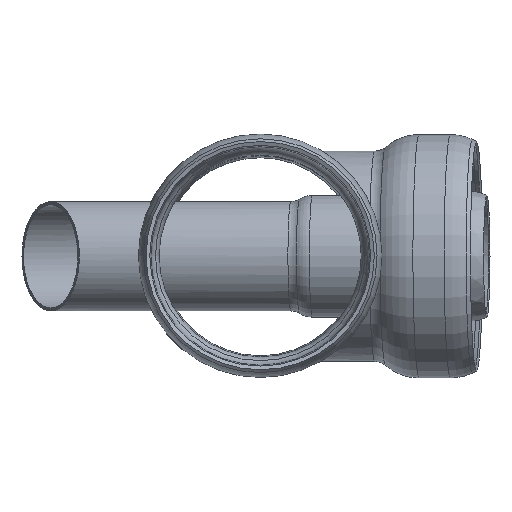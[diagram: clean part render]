
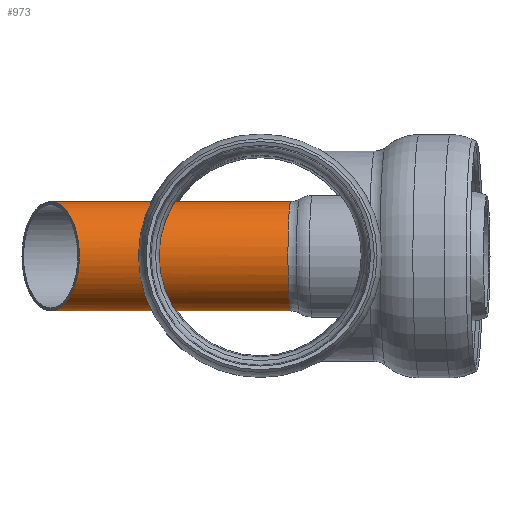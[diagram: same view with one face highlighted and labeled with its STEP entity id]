
A CAD part, top view. The second image highlights one B-rep face of the part: STEP entity #973.
In plain terms, the highlighted cylindrical face has radius 265 mm (diameter 530 mm), a full revolution.
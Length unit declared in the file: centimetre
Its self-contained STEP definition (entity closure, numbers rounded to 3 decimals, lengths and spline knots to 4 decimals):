
#47=CYLINDRICAL_SURFACE('',#1154,26.5);
#62=CIRCLE('',#1109,26.5);
#218=FACE_OUTER_BOUND('',#279,.T.);
#279=EDGE_LOOP('',(#699,#700,#701,#702));
#325=ELLIPSE('',#1104,30.5996,26.5);
#341=VERTEX_POINT('',#1719);
#344=VERTEX_POINT('',#1726);
#448=EDGE_CURVE('',#341,#341,#325,.T.);
#452=EDGE_CURVE('',#344,#344,#62,.T.);
#492=EDGE_CURVE('',#341,#344,#1037,.T.);
#699=ORIENTED_EDGE('',*,*,#448,.T.);
#700=ORIENTED_EDGE('',*,*,#492,.T.);
#701=ORIENTED_EDGE('',*,*,#452,.T.);
#702=ORIENTED_EDGE('',*,*,#492,.F.);
#973=ADVANCED_FACE('',(#218),#47,.T.);
#1037=LINE('',#1912,#1073);
#1073=VECTOR('',#1407,26.5);
#1104=AXIS2_PLACEMENT_3D('',#1720,#1300,#1301);
#1109=AXIS2_PLACEMENT_3D('',#1728,#1310,#1311);
#1154=AXIS2_PLACEMENT_3D('',#1911,#1405,#1406);
#1300=DIRECTION('center_axis',(0.891,0.,
-0.454));
#1301=DIRECTION('ref_axis',(0.454,0.,0.891));
#1310=DIRECTION('center_axis',(-0.999,0.,
-0.052));
#1311=DIRECTION('ref_axis',(-0.052,0.,0.999));
#1405=DIRECTION('center_axis',(-0.999,0.,
-0.052));
#1406=DIRECTION('ref_axis',(-0.052,0.,0.999));
#1407=DIRECTION('',(0.999,0.,0.052));
#1719=CARTESIAN_POINT('',(-115.4528,0.,107.413));
#1720=CARTESIAN_POINT('Origin',(-101.5608,0.,
134.6774));
#1726=CARTESIAN_POINT('',(16.2392,0.,114.3147));
#1728=CARTESIAN_POINT('Origin',(14.8523,0.,
140.7784));
#1911=CARTESIAN_POINT('Origin',(14.8523,0.,
140.7784));
#1912=CARTESIAN_POINT('',(16.2392,0.,114.3147));
